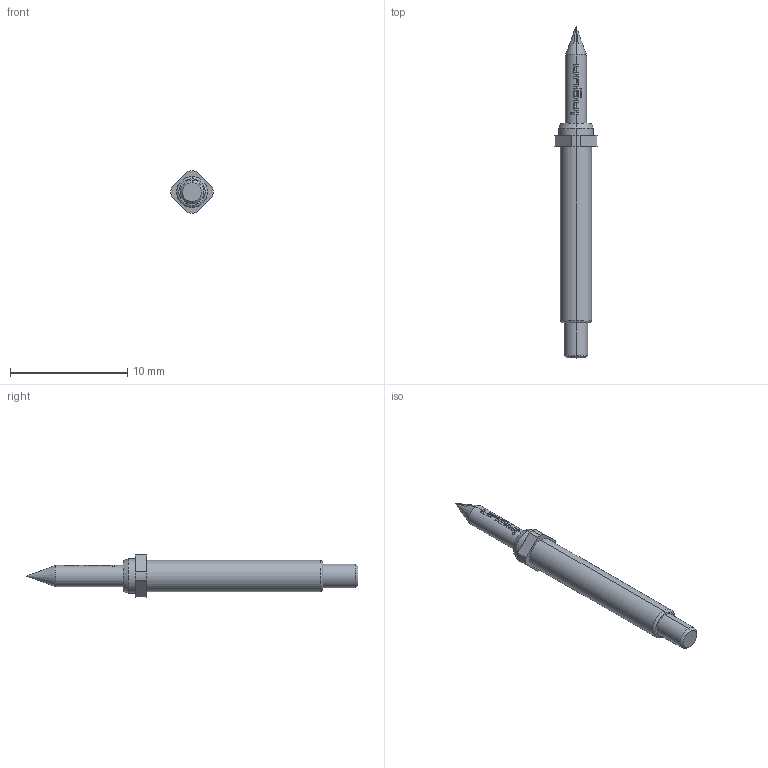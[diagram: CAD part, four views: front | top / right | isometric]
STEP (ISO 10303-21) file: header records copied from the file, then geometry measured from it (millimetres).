
FILE_DESCRIPTION (( 'STEP AP203' ), '1' );
FILE_NAME ('INGUN_GKS-113_201_180_R_xx02_M.STEP', '2022-01-24T09:32:45', ( 'ochi' ), ( '' ), 'SwSTEP 2.0', 'SolidWorks 2018', '' );
FILE_SCHEMA (( 'CONFIG_CONTROL_DESIGN' ));
Length unit declared in the file: millimetre
Products named in the file (1): INGUN_GKS-113_201_180_R_xx02_M
Bounding box: 3.59 x 28.3 x 3.6 mm (x, y, z)
Volume: 124.1 mm3; surface area: 216 mm2
Topology: 1 solids, 1 shells, 102 faces, 280 edges, 183 vertices
Faces by surface type: plane 49, cylinder 23, bspline 22, cone 6, torus 2
Entity records: 3597 total; most frequent: CARTESIAN_POINT 1084, ORIENTED_EDGE 556, DIRECTION 446, EDGE_CURVE 278, VERTEX_POINT 183, AXIS2_PLACEMENT_3D 173, EDGE_LOOP 107, FACE_OUTER_BOUND 102
